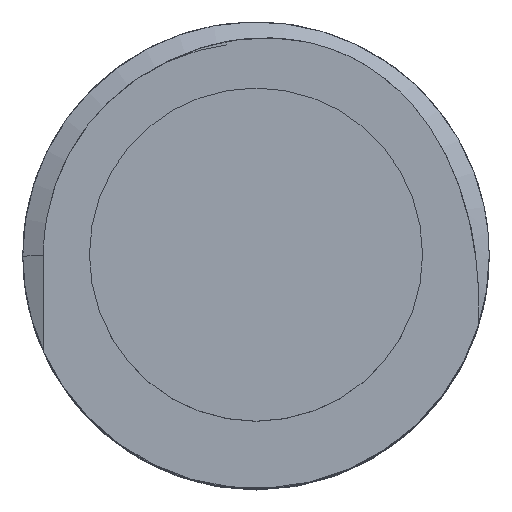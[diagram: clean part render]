
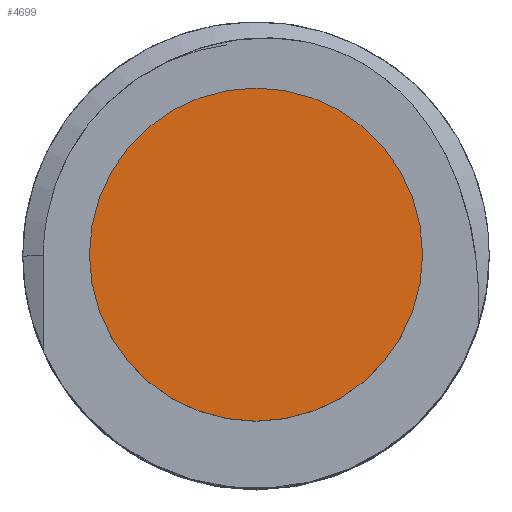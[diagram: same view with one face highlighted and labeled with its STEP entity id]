
A CAD part, top view. The second image highlights one B-rep face of the part: STEP entity #4699.
In plain terms, the highlighted face is planar.
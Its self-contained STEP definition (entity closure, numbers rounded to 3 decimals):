
#491 = DIRECTION ( 'NONE',  ( 0., 0., -1. ) ) ;
#507 = AXIS2_PLACEMENT_3D ( 'NONE', #4633, #7024, #3969 ) ;
#636 = VERTEX_POINT ( 'NONE', #6282 ) ;
#1115 = DIRECTION ( 'NONE',  ( -1., 0., 0. ) ) ;
#1925 = EDGE_CURVE ( 'NONE', #5041, #636, #5611, .T. ) ;
#1989 = CARTESIAN_POINT ( 'NONE',  ( -300.38, 170., -131.348 ) ) ;
#3020 = AXIS2_PLACEMENT_3D ( 'NONE', #3611, #491, #1115 ) ;
#3611 = CARTESIAN_POINT ( 'NONE',  ( -287.88, 170., -131.348 ) ) ;
#3869 = ORIENTED_EDGE ( 'NONE', *, *, #1925, .T. ) ;
#3942 = AXIS2_PLACEMENT_3D ( 'NONE', #7440, #6220, #5564 ) ;
#3969 = DIRECTION ( 'NONE',  ( -1., 0., 0. ) ) ;
#4138 = CIRCLE ( 'NONE', #507, 12.5 ) ;
#4633 = CARTESIAN_POINT ( 'NONE',  ( -287.88, 170., -131.348 ) ) ;
#4699 = ADVANCED_FACE ( 'NONE', ( #6584 ), #6762, .T. ) ;
#5041 = VERTEX_POINT ( 'NONE', #1989 ) ;
#5564 = DIRECTION ( 'NONE',  ( -1., 0., 0. ) ) ;
#5611 = CIRCLE ( 'NONE', #3020, 12.5 ) ;
#5826 = ORIENTED_EDGE ( 'NONE', *, *, #6151, .T. ) ;
#6151 = EDGE_CURVE ( 'NONE', #636, #5041, #4138, .T. ) ;
#6220 = DIRECTION ( 'NONE',  ( 0., 0., -1. ) ) ;
#6282 = CARTESIAN_POINT ( 'NONE',  ( -275.38, 170., -131.348 ) ) ;
#6510 = EDGE_LOOP ( 'NONE', ( #5826, #3869 ) ) ;
#6584 = FACE_OUTER_BOUND ( 'NONE', #6510, .T. ) ;
#6762 = PLANE ( 'NONE',  #3942 ) ;
#7024 = DIRECTION ( 'NONE',  ( 0., 0., -1. ) ) ;
#7440 = CARTESIAN_POINT ( 'NONE',  ( -304.898, 418.061, -131.348 ) ) ;
